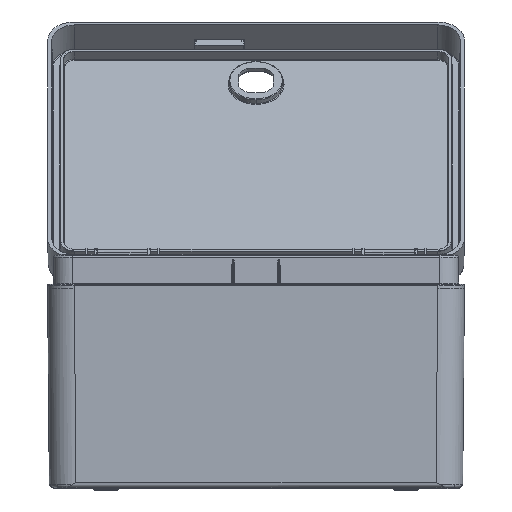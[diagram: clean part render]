
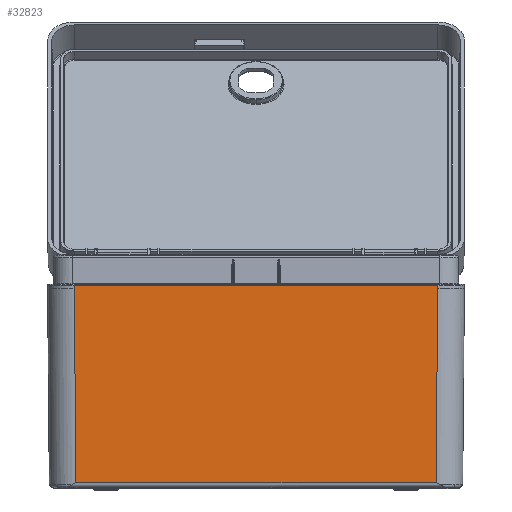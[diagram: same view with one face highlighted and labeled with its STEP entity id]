
A CAD part, top view. The second image highlights one B-rep face of the part: STEP entity #32823.
In plain terms, the highlighted planar face has unit normal (0, -0.009, 1).
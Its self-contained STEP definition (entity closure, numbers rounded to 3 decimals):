
#15559 = VECTOR ( 'NONE', #15671, 1000. ) ;
#15561 = CARTESIAN_POINT ( 'NONE',  ( 109.002, -2.36, 100.001 ) ) ;
#15563 = LINE ( 'NONE', #15561, #15559 ) ;
#15671 = DIRECTION ( 'NONE',  ( 0.009, 1., 0.009 ) ) ;
#15697 = CARTESIAN_POINT ( 'NONE',  ( 107.984, -119.026, 98.983 ) ) ;
#15899 = CARTESIAN_POINT ( 'NONE',  ( -109.001, -2.5, 100. ) ) ;
#15900 = DIRECTION ( 'NONE',  ( 0.009, -1., -0.009 ) ) ;
#15901 = VECTOR ( 'NONE', #15900, 1000. ) ;
#15903 = CARTESIAN_POINT ( 'NONE',  ( -108.983, -4.542, 99.982 ) ) ;
#15918 = LINE ( 'NONE', #15903, #15901 ) ;
#15922 = CARTESIAN_POINT ( 'NONE',  ( -107.984, -119.026, 98.983 ) ) ;
#15962 = CARTESIAN_POINT ( 'NONE',  ( 109.001, -2.5, 100. ) ) ;
#16040 = CARTESIAN_POINT ( 'NONE',  ( 109.001, -0.504, 100.017 ) ) ;
#16044 = LINE ( 'NONE', #16121, #16120 ) ;
#16106 = DIRECTION ( 'NONE',  ( 0., -1., -0.009 ) ) ;
#16108 = DIRECTION ( 'NONE',  ( 0., -0.009, 1. ) ) ;
#16109 = CARTESIAN_POINT ( 'NONE',  ( 125., -2.5, 100. ) ) ;
#16110 = AXIS2_PLACEMENT_3D ( 'NONE', #16109, #16108, #16106 ) ;
#16111 = PLANE ( 'NONE',  #16110 ) ;
#16118 = FACE_OUTER_BOUND ( 'NONE', #32826, .T. ) ;
#16119 = DIRECTION ( 'NONE',  ( 0., -1., -0.009 ) ) ;
#16120 = VECTOR ( 'NONE', #16119, 1000. ) ;
#16121 = CARTESIAN_POINT ( 'NONE',  ( 109.001, -2.5, 100. ) ) ;
#16429 = DIRECTION ( 'NONE',  ( 1., 0., 0. ) ) ;
#16430 = VECTOR ( 'NONE', #16429, 1000. ) ;
#16431 = CARTESIAN_POINT ( 'NONE',  ( 107.958, -119.026, 98.983 ) ) ;
#16432 = LINE ( 'NONE', #16431, #16430 ) ;
#16434 = DIRECTION ( 'NONE',  ( 0., -1., -0.009 ) ) ;
#16436 = VECTOR ( 'NONE', #16434, 1000. ) ;
#16438 = CARTESIAN_POINT ( 'NONE',  ( -109.001, -2.5, 100. ) ) ;
#16440 = LINE ( 'NONE', #16438, #16436 ) ;
#16443 = CARTESIAN_POINT ( 'NONE',  ( -109.001, -0.504, 100.017 ) ) ;
#16444 = DIRECTION ( 'NONE',  ( -1., 0., 0. ) ) ;
#16445 = VECTOR ( 'NONE', #16444, 1000. ) ;
#16446 = CARTESIAN_POINT ( 'NONE',  ( 125., -0.504, 100.017 ) ) ;
#16447 = LINE ( 'NONE', #16446, #16445 ) ;
#32630 = EDGE_CURVE ( 'NONE', #32663, #32804, #15563, .T. ) ;
#32663 = VERTEX_POINT ( 'NONE', #15697 ) ;
#32775 = VERTEX_POINT ( 'NONE', #15922 ) ;
#32777 = EDGE_CURVE ( 'NONE', #32778, #32775, #15918, .T. ) ;
#32778 = VERTEX_POINT ( 'NONE', #15899 ) ;
#32804 = VERTEX_POINT ( 'NONE', #15962 ) ;
#32815 = VERTEX_POINT ( 'NONE', #16040 ) ;
#32819 = EDGE_CURVE ( 'NONE', #32815, #32804, #16044, .T. ) ;
#32823 = ADVANCED_FACE ( 'NONE', ( #16118 ), #16111, .T. ) ;
#32826 = EDGE_LOOP ( 'NONE', ( #32830, #32977, #32984, #32988, #32989, #32992 ) ) ;
#32830 = ORIENTED_EDGE ( 'NONE', *, *, #32819, .F. ) ;
#32977 = ORIENTED_EDGE ( 'NONE', *, *, #32980, .T. ) ;
#32980 = EDGE_CURVE ( 'NONE', #32815, #32982, #16447, .T. ) ;
#32982 = VERTEX_POINT ( 'NONE', #16443 ) ;
#32984 = ORIENTED_EDGE ( 'NONE', *, *, #32986, .T. ) ;
#32986 = EDGE_CURVE ( 'NONE', #32982, #32778, #16440, .T. ) ;
#32988 = ORIENTED_EDGE ( 'NONE', *, *, #32777, .T. ) ;
#32989 = ORIENTED_EDGE ( 'NONE', *, *, #32990, .T. ) ;
#32990 = EDGE_CURVE ( 'NONE', #32775, #32663, #16432, .T. ) ;
#32992 = ORIENTED_EDGE ( 'NONE', *, *, #32630, .T. ) ;
